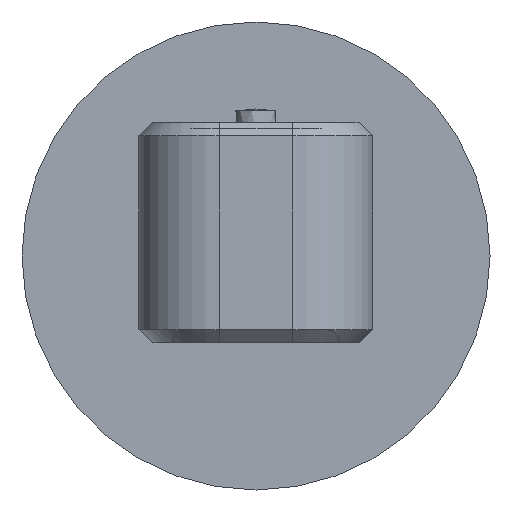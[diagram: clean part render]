
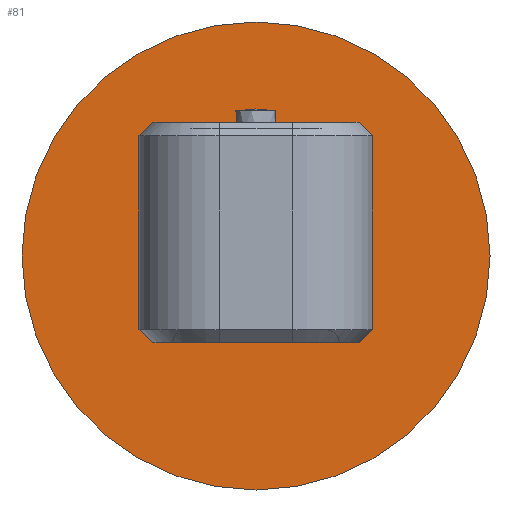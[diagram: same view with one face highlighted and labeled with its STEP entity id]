
A CAD part, left-side view. The second image highlights one B-rep face of the part: STEP entity #81.
In plain terms, the highlighted planar face has unit normal (-1, 0, 0).
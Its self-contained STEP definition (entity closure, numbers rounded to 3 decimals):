
#81 = ADVANCED_FACE( '', ( #203, #204 ), #205, .T. );
#203 = FACE_BOUND( '', #374, .T. );
#204 = FACE_OUTER_BOUND( '', #375, .T. );
#205 = PLANE( '', #376 );
#374 = EDGE_LOOP( '', ( #556 ) );
#375 = EDGE_LOOP( '', ( #557 ) );
#376 = AXIS2_PLACEMENT_3D( '', #558, #559, #560 );
#556 = ORIENTED_EDGE( '', *, *, #960, .T. );
#557 = ORIENTED_EDGE( '', *, *, #961, .F. );
#558 = CARTESIAN_POINT( '', ( 486., 0., -2.2 ) );
#559 = DIRECTION( '', ( -1., 0., 0. ) );
#560 = DIRECTION( '', ( 0., 0., 1. ) );
#960 = EDGE_CURVE( '', #1128, #1128, #1129, .F. );
#961 = EDGE_CURVE( '', #1130, #1130, #1131, .T. );
#1128 = VERTEX_POINT( '', #1364 );
#1129 = CIRCLE( '', #1365, 0.55 );
#1130 = VERTEX_POINT( '', #1366 );
#1131 = CIRCLE( '', #1367, 3.5 );
#1364 = CARTESIAN_POINT( '', ( 486., 0., -1.65 ) );
#1365 = AXIS2_PLACEMENT_3D( '', #1639, #1640, #1641 );
#1366 = CARTESIAN_POINT( '', ( 486., 3.5, -2.2 ) );
#1367 = AXIS2_PLACEMENT_3D( '', #1642, #1643, #1644 );
#1639 = CARTESIAN_POINT( '', ( 486., 0., -2.2 ) );
#1640 = DIRECTION( '', ( -1., 0., 0. ) );
#1641 = DIRECTION( '', ( 0., 0., 1. ) );
#1642 = CARTESIAN_POINT( '', ( 486., 0., -2.2 ) );
#1643 = DIRECTION( '', ( 1., 0., 0. ) );
#1644 = DIRECTION( '', ( 0., 1., 0. ) );
